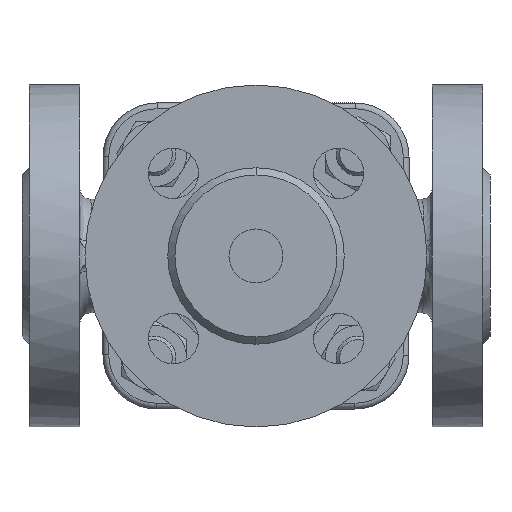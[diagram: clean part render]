
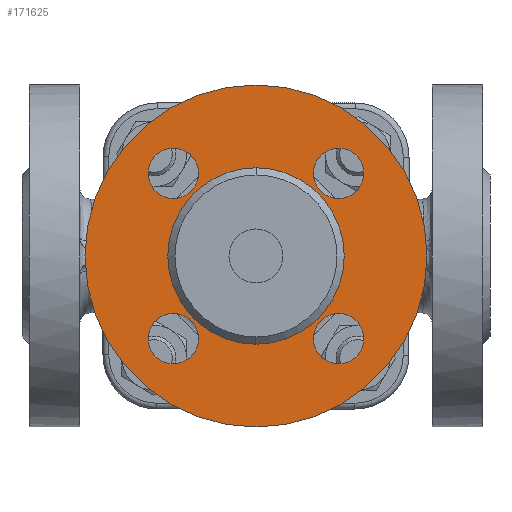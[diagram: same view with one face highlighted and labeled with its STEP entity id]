
A CAD part, front view. The second image highlights one B-rep face of the part: STEP entity #171625.
In plain terms, the highlighted planar face has unit normal (0, -1, 0).
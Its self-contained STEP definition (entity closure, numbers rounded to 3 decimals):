
#1703 = CARTESIAN_POINT ( 'NONE',  ( 0., -127., -24.5 ) ) ;
#4057 = DIRECTION ( 'NONE',  ( 0., 1., 0. ) ) ;
#4813 = AXIS2_PLACEMENT_3D ( 'NONE', #164655, #76951, #179366 ) ;
#5641 = AXIS2_PLACEMENT_3D ( 'NONE', #161059, #73370, #175770 ) ;
#6470 = ORIENTED_EDGE ( 'NONE', *, *, #110612, .F. ) ;
#7683 = CARTESIAN_POINT ( 'NONE',  ( -22.981, -127., -22.981 ) ) ;
#7688 = DIRECTION ( 'NONE',  ( -1., 0., 0. ) ) ;
#8389 = EDGE_CURVE ( 'NONE', #92943, #61310, #34003, .T. ) ;
#9979 = VERTEX_POINT ( 'NONE', #154720 ) ;
#10134 = DIRECTION ( 'NONE',  ( 0., 1., 0. ) ) ;
#12640 = AXIS2_PLACEMENT_3D ( 'NONE', #39991, #142487, #54752 ) ;
#13427 = ORIENTED_EDGE ( 'NONE', *, *, #179808, .F. ) ;
#13992 = CARTESIAN_POINT ( 'NONE',  ( -22.981, -127., 29.981 ) ) ;
#14415 = AXIS2_PLACEMENT_3D ( 'NONE', #7683, #110136, #22383 ) ;
#17250 = VERTEX_POINT ( 'NONE', #61979 ) ;
#18115 = CIRCLE ( 'NONE', #5641, 7. ) ;
#22383 = DIRECTION ( 'NONE',  ( 0., 0., 1. ) ) ;
#23703 = EDGE_LOOP ( 'NONE', ( #23749, #101582 ) ) ;
#23749 = ORIENTED_EDGE ( 'NONE', *, *, #129948, .F. ) ;
#24062 = DIRECTION ( 'NONE',  ( 0., 1., 0. ) ) ;
#24138 = CIRCLE ( 'NONE', #14415, 7. ) ;
#24283 = FACE_OUTER_BOUND ( 'NONE', #84875, .T. ) ;
#24486 = EDGE_CURVE ( 'NONE', #61310, #92943, #40114, .T. ) ;
#25991 = CIRCLE ( 'NONE', #44648, 24.5 ) ;
#26123 = CARTESIAN_POINT ( 'NONE',  ( 22.981, -127., -15.981 ) ) ;
#34003 = CIRCLE ( 'NONE', #181025, 7. ) ;
#37008 = DIRECTION ( 'NONE',  ( -1., 0., 0. ) ) ;
#39991 = CARTESIAN_POINT ( 'NONE',  ( -22.981, -127., 22.981 ) ) ;
#40114 = CIRCLE ( 'NONE', #100535, 7. ) ;
#41342 = DIRECTION ( 'NONE',  ( 0., 0., 1. ) ) ;
#43869 = CIRCLE ( 'NONE', #4813, 7. ) ;
#44648 = AXIS2_PLACEMENT_3D ( 'NONE', #91783, #4057, #106513 ) ;
#46383 = FACE_BOUND ( 'NONE', #157286, .T. ) ;
#49631 = CARTESIAN_POINT ( 'NONE',  ( 22.981, -127., 15.981 ) ) ;
#53330 = AXIS2_PLACEMENT_3D ( 'NONE', #129120, #55464, #41342 ) ;
#53826 = ORIENTED_EDGE ( 'NONE', *, *, #167264, .T. ) ;
#54442 = AXIS2_PLACEMENT_3D ( 'NONE', #97878, #10134, #112590 ) ;
#54752 = DIRECTION ( 'NONE',  ( 1., 0., 0. ) ) ;
#55464 = DIRECTION ( 'NONE',  ( 0., 1., 0. ) ) ;
#56221 = VERTEX_POINT ( 'NONE', #161181 ) ;
#56948 = ORIENTED_EDGE ( 'NONE', *, *, #24486, .F. ) ;
#58417 = AXIS2_PLACEMENT_3D ( 'NONE', #111810, #24062, #126564 ) ;
#60040 = EDGE_CURVE ( 'NONE', #180204, #131409, #162564, .T. ) ;
#60077 = EDGE_CURVE ( 'NONE', #9979, #73815, #119015, .T. ) ;
#60251 = ORIENTED_EDGE ( 'NONE', *, *, #60040, .F. ) ;
#60899 = EDGE_CURVE ( 'NONE', #17250, #159734, #18115, .T. ) ;
#61310 = VERTEX_POINT ( 'NONE', #89316 ) ;
#61979 = CARTESIAN_POINT ( 'NONE',  ( 22.981, -127., 29.981 ) ) ;
#63206 = AXIS2_PLACEMENT_3D ( 'NONE', #153303, #65561, #167985 ) ;
#63276 = FACE_BOUND ( 'NONE', #70201, .T. ) ;
#65484 = ORIENTED_EDGE ( 'NONE', *, *, #117831, .F. ) ;
#65561 = DIRECTION ( 'NONE',  ( 0., -1., 0. ) ) ;
#68239 = AXIS2_PLACEMENT_3D ( 'NONE', #156007, #68298, #170714 ) ;
#68298 = DIRECTION ( 'NONE',  ( 0., 1., 0. ) ) ;
#70201 = EDGE_LOOP ( 'NONE', ( #56948, #153229 ) ) ;
#73370 = DIRECTION ( 'NONE',  ( 0., -1., 0. ) ) ;
#73815 = VERTEX_POINT ( 'NONE', #1703 ) ;
#75010 = AXIS2_PLACEMENT_3D ( 'NONE', #75981, #178395, #90691 ) ;
#75981 = CARTESIAN_POINT ( 'NONE',  ( -22.981, -127., -22.981 ) ) ;
#76478 = VERTEX_POINT ( 'NONE', #13992 ) ;
#76613 = ORIENTED_EDGE ( 'NONE', *, *, #60077, .T. ) ;
#76951 = DIRECTION ( 'NONE',  ( 0., -1., 0. ) ) ;
#79295 = CIRCLE ( 'NONE', #54442, 47.5 ) ;
#83221 = CARTESIAN_POINT ( 'NONE',  ( 0., -127., 47.5 ) ) ;
#84875 = EDGE_LOOP ( 'NONE', ( #60251, #159137 ) ) ;
#89316 = CARTESIAN_POINT ( 'NONE',  ( 22.981, -127., -29.981 ) ) ;
#90395 = EDGE_CURVE ( 'NONE', #76478, #116570, #132258, .T. ) ;
#90691 = DIRECTION ( 'NONE',  ( 0., 0., 1. ) ) ;
#91783 = CARTESIAN_POINT ( 'NONE',  ( 0., -127., 0. ) ) ;
#92006 = EDGE_LOOP ( 'NONE', ( #76613, #53826 ) ) ;
#92492 = CARTESIAN_POINT ( 'NONE',  ( -22.981, -127., -29.981 ) ) ;
#92849 = EDGE_CURVE ( 'NONE', #131409, #180204, #79295, .T. ) ;
#92943 = VERTEX_POINT ( 'NONE', #26123 ) ;
#95437 = DIRECTION ( 'NONE',  ( 0., -1., 0. ) ) ;
#97878 = CARTESIAN_POINT ( 'NONE',  ( 0., -127., 0. ) ) ;
#100535 = AXIS2_PLACEMENT_3D ( 'NONE', #183156, #95437, #7688 ) ;
#101582 = ORIENTED_EDGE ( 'NONE', *, *, #90395, .F. ) ;
#102221 = FACE_BOUND ( 'NONE', #23703, .T. ) ;
#106513 = DIRECTION ( 'NONE',  ( 0., 0., 1. ) ) ;
#110136 = DIRECTION ( 'NONE',  ( 0., -1., 0. ) ) ;
#110612 = EDGE_CURVE ( 'NONE', #159734, #17250, #43869, .T. ) ;
#111810 = CARTESIAN_POINT ( 'NONE',  ( 0., -127., 0. ) ) ;
#112590 = DIRECTION ( 'NONE',  ( 0., 0., 1. ) ) ;
#114365 = PLANE ( 'NONE',  #53330 ) ;
#116570 = VERTEX_POINT ( 'NONE', #124811 ) ;
#117831 = EDGE_CURVE ( 'NONE', #155166, #56221, #148832, .T. ) ;
#119015 = CIRCLE ( 'NONE', #68239, 24.5 ) ;
#124811 = CARTESIAN_POINT ( 'NONE',  ( -22.981, -127., 15.981 ) ) ;
#126564 = DIRECTION ( 'NONE',  ( 0., 0., 1. ) ) ;
#129120 = CARTESIAN_POINT ( 'NONE',  ( 24.5, -127., 0. ) ) ;
#129948 = EDGE_CURVE ( 'NONE', #116570, #76478, #150321, .T. ) ;
#131409 = VERTEX_POINT ( 'NONE', #161476 ) ;
#132258 = CIRCLE ( 'NONE', #12640, 7. ) ;
#140144 = CARTESIAN_POINT ( 'NONE',  ( 22.981, -127., -22.981 ) ) ;
#141212 = FACE_BOUND ( 'NONE', #188201, .T. ) ;
#142487 = DIRECTION ( 'NONE',  ( 0., -1., 0. ) ) ;
#148832 = CIRCLE ( 'NONE', #75010, 7. ) ;
#150321 = CIRCLE ( 'NONE', #63206, 7. ) ;
#153229 = ORIENTED_EDGE ( 'NONE', *, *, #8389, .F. ) ;
#153303 = CARTESIAN_POINT ( 'NONE',  ( -22.981, -127., 22.981 ) ) ;
#154720 = CARTESIAN_POINT ( 'NONE',  ( 0., -127., 24.5 ) ) ;
#155166 = VERTEX_POINT ( 'NONE', #92492 ) ;
#156007 = CARTESIAN_POINT ( 'NONE',  ( 0., -127., 0. ) ) ;
#157286 = EDGE_LOOP ( 'NONE', ( #65484, #13427 ) ) ;
#159137 = ORIENTED_EDGE ( 'NONE', *, *, #92849, .F. ) ;
#159734 = VERTEX_POINT ( 'NONE', #49631 ) ;
#161059 = CARTESIAN_POINT ( 'NONE',  ( 22.981, -127., 22.981 ) ) ;
#161181 = CARTESIAN_POINT ( 'NONE',  ( -22.981, -127., -15.981 ) ) ;
#161476 = CARTESIAN_POINT ( 'NONE',  ( 0., -127., -47.5 ) ) ;
#162564 = CIRCLE ( 'NONE', #58417, 47.5 ) ;
#164655 = CARTESIAN_POINT ( 'NONE',  ( 22.981, -127., 22.981 ) ) ;
#167264 = EDGE_CURVE ( 'NONE', #73815, #9979, #25991, .T. ) ;
#167985 = DIRECTION ( 'NONE',  ( 1., 0., 0. ) ) ;
#170714 = DIRECTION ( 'NONE',  ( 0., 0., 1. ) ) ;
#171625 = ADVANCED_FACE ( 'NONE', ( #102221, #46383, #63276, #141212, #24283, #175537 ), #114365, .F. ) ;
#175537 = FACE_BOUND ( 'NONE', #92006, .T. ) ;
#175770 = DIRECTION ( 'NONE',  ( 0., 0., -1. ) ) ;
#178395 = DIRECTION ( 'NONE',  ( 0., -1., 0. ) ) ;
#179366 = DIRECTION ( 'NONE',  ( 0., 0., -1. ) ) ;
#179808 = EDGE_CURVE ( 'NONE', #56221, #155166, #24138, .T. ) ;
#180204 = VERTEX_POINT ( 'NONE', #83221 ) ;
#181025 = AXIS2_PLACEMENT_3D ( 'NONE', #140144, #184294, #37008 ) ;
#183156 = CARTESIAN_POINT ( 'NONE',  ( 22.981, -127., -22.981 ) ) ;
#184294 = DIRECTION ( 'NONE',  ( 0., -1., 0. ) ) ;
#188201 = EDGE_LOOP ( 'NONE', ( #6470, #190009 ) ) ;
#190009 = ORIENTED_EDGE ( 'NONE', *, *, #60899, .F. ) ;
